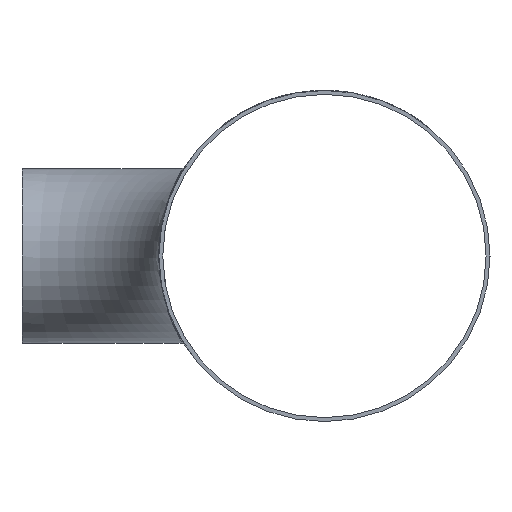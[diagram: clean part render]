
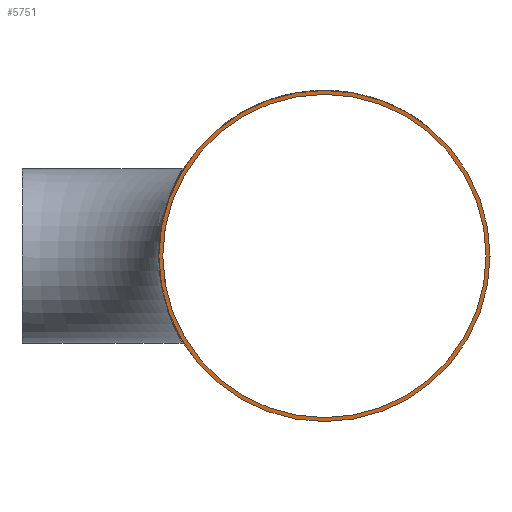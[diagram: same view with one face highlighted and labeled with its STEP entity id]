
A CAD part, left-side view. The second image highlights one B-rep face of the part: STEP entity #5751.
In plain terms, the highlighted planar face has unit normal (-1, 0, 0).
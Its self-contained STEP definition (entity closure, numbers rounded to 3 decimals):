
#1105 = FACE_BOUND ( 'NONE', #12078, .T. ) ;
#3526 = AXIS2_PLACEMENT_3D ( 'NONE', #17860, #4217, #31946 ) ;
#4217 = DIRECTION ( 'NONE',  ( 1., 0., 0. ) ) ;
#5751 = ADVANCED_FACE ( 'NONE', ( #1105, #15453 ), #18448, .F. ) ;
#6716 = EDGE_LOOP ( 'NONE', ( #20778 ) ) ;
#8072 = ORIENTED_EDGE ( 'NONE', *, *, #23345, .T. ) ;
#12078 = EDGE_LOOP ( 'NONE', ( #8072 ) ) ;
#12160 = DIRECTION ( 'NONE',  ( 0., 0., -1. ) ) ;
#13430 = CIRCLE ( 'NONE', #25987, 82.15 ) ;
#13987 = EDGE_CURVE ( 'NONE', #33961, #33961, #29353, .T. ) ;
#15453 = FACE_OUTER_BOUND ( 'NONE', #6716, .T. ) ;
#17860 = CARTESIAN_POINT ( 'NONE',  ( -229., -153.7, 0. ) ) ;
#18448 = PLANE ( 'NONE',  #41720 ) ;
#19369 = CARTESIAN_POINT ( 'NONE',  ( -229., -153.7, 0. ) ) ;
#20778 = ORIENTED_EDGE ( 'NONE', *, *, #13987, .F. ) ;
#22992 = CARTESIAN_POINT ( 'NONE',  ( -229., -153.7, 0. ) ) ;
#23345 = EDGE_CURVE ( 'NONE', #26782, #26782, #13430, .T. ) ;
#25987 = AXIS2_PLACEMENT_3D ( 'NONE', #22992, #26909, #12160 ) ;
#26782 = VERTEX_POINT ( 'NONE', #40206 ) ;
#26909 = DIRECTION ( 'NONE',  ( 1., 0., 0. ) ) ;
#29353 = CIRCLE ( 'NONE', #3526, 84.15 ) ;
#31946 = DIRECTION ( 'NONE',  ( 0., 0., -1. ) ) ;
#32547 = DIRECTION ( 'NONE',  ( 1., 0., 0. ) ) ;
#33471 = DIRECTION ( 'NONE',  ( 0., 0., -1. ) ) ;
#33961 = VERTEX_POINT ( 'NONE', #43904 ) ;
#40206 = CARTESIAN_POINT ( 'NONE',  ( -229., -153.7, -82.15 ) ) ;
#41720 = AXIS2_PLACEMENT_3D ( 'NONE', #19369, #32547, #33471 ) ;
#43904 = CARTESIAN_POINT ( 'NONE',  ( -229., -153.7, -84.15 ) ) ;
